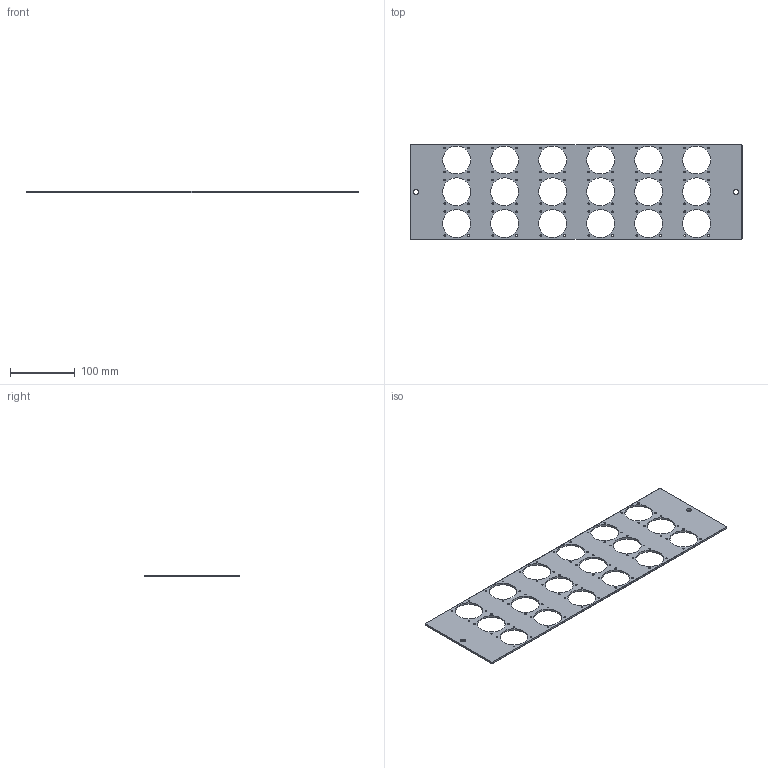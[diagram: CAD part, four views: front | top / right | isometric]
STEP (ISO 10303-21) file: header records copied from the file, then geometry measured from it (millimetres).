
FILE_DESCRIPTION(('STEP AP242'),'1');
FILE_NAME('PLAQUE.stp','2024-07-22T07:24:27',(' '),(' '),'Spatial InterOp 3D',' ',' ');
FILE_SCHEMA(('AP242_MANAGED_MODEL_BASED_3D_ENGINEERING_MIM_LF {1 0 10303 442 1 1 4}'));
Length unit declared in the file: millimetre
Products named in the file (1): PLAQUE
Bounding box: 512 x 146 x 3 mm (x, y, z)
Volume: 144051.8 mm3; surface area: 108862.6 mm2
Topology: 1 solids, 1 shells, 110 faces, 324 edges, 216 vertices
Faces by surface type: cylinder 92, plane 18
Full cylindrical faces by diameter (mm): 2.5 x72, 8 x2, 43.1 x18
Entity records: 4602 total; most frequent: DIRECTION 638, CARTESIAN_POINT 559, ORIENTED_EDGE 464, EDGE_LOOP 386, AXIS2_PLACEMENT_3D 295, EDGE_CURVE 232, VERTEX_POINT 216, FACE_OUTER_BOUND 202
